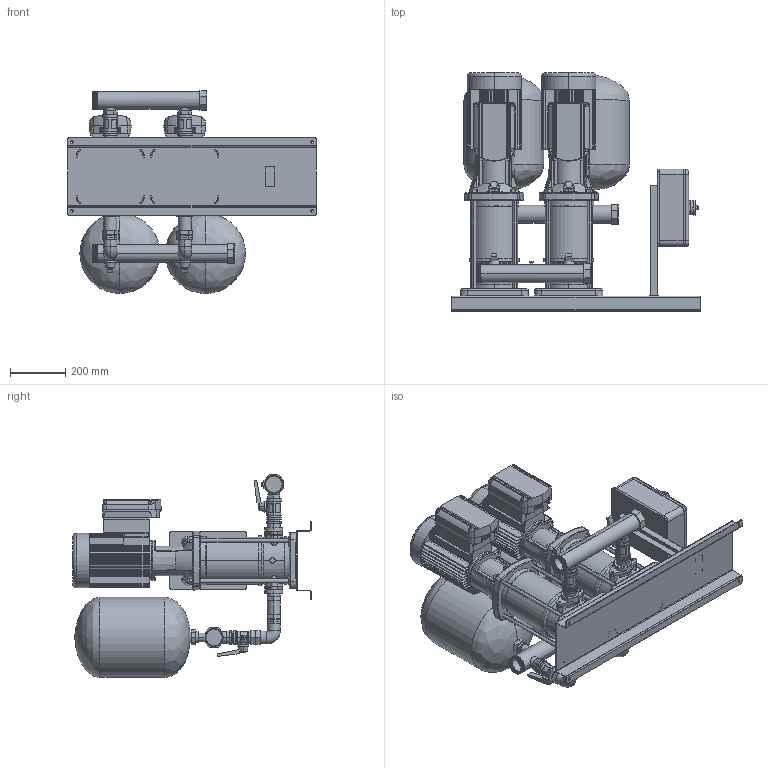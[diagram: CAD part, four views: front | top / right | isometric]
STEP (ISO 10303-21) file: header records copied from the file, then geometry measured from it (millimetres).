
FILE_DESCRIPTION (( 'STEP AP214' ), '1' );
FILE_NAME ('2SBI_15-7_TE_ZB00052383.STEP', '2022-07-17T21:42:44', ( '' ), ( '' ), 'SwSTEP 2.0', 'SolidWorks 2020', '' );
FILE_SCHEMA (( 'AUTOMOTIVE_DESIGN' ));
Length unit declared in the file: millimetre
Products named in the file (1): 2SBI_15-7_TE_ZB00052383
Bounding box: 900 x 863 x 735.1 mm (x, y, z)
Volume: 85167865 mm3; surface area: 6067721 mm2
Topology: 52 solids, 69 shells, 2872 faces, 7272 edges, 4625 vertices
Faces by surface type: plane 1178, cylinder 1045, bspline 374, torus 149, cone 116, sphere 10
Entity records: 160829 total; most frequent: CARTESIAN_POINT 62890, ORIENTED_EDGE 14488, DIRECTION 12504, EDGE_CURVE 7244, VERTEX_POINT 4625, AXIS2_PLACEMENT_3D 4575, VECTOR 3354, LINE 3354
